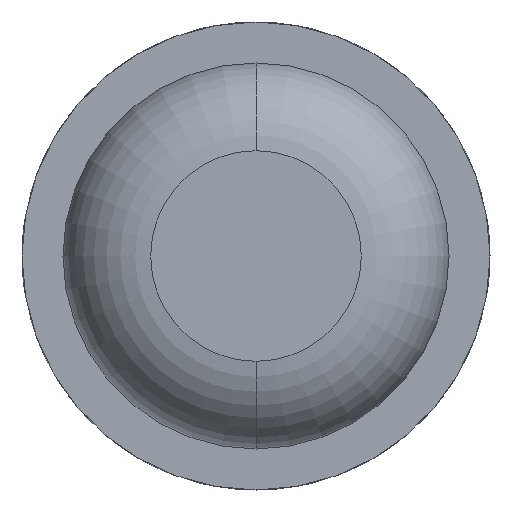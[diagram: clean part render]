
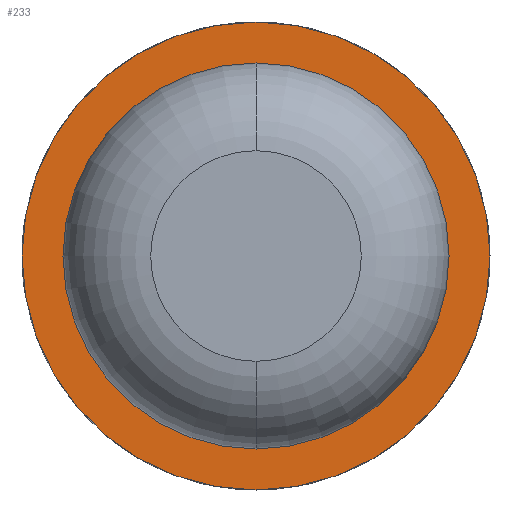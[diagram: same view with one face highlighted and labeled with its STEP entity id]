
A CAD part, front view. The second image highlights one B-rep face of the part: STEP entity #233.
In plain terms, the highlighted planar face has unit normal (0, -1, 0).
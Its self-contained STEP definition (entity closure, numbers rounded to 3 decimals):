
#233 = ADVANCED_FACE ( 'Defeature ausgef�hrt1_1', ( #1102, #719 ), #2746, .F. ) ;
#271 = CIRCLE ( 'NONE', #290, 1. ) ;
#290 = AXIS2_PLACEMENT_3D ( 'NONE', #3846, #2066, #309 ) ;
#309 = DIRECTION ( 'NONE',  ( -1., 0., 0. ) ) ;
#443 = ORIENTED_EDGE ( 'NONE', *, *, #4320, .T. ) ;
#670 = VERTEX_POINT ( 'NONE', #1351 ) ;
#697 = AXIS2_PLACEMENT_3D ( 'NONE', #3217, #3198, #1401 ) ;
#719 = FACE_BOUND ( 'NONE', #1869, .T. ) ;
#807 = DIRECTION ( 'NONE',  ( 0., 1., 0. ) ) ;
#810 = EDGE_CURVE ( 'Defeature ausgef�hrt1_2+Defeature ausgef�hrt1_1+Defeature ausgef�hrt1_1+Defeature ausgef�hrt1_1', #670, #2436, #4225, .T. ) ;
#935 = DIRECTION ( 'NONE',  ( 0., 1., 0. ) ) ;
#1054 = CIRCLE ( 'NONE', #2019, 0.825 ) ;
#1067 = CARTESIAN_POINT ( 'NONE',  ( -1., -2., 0. ) ) ;
#1071 = AXIS2_PLACEMENT_3D ( 'NONE', #2609, #807, #1463 ) ;
#1080 = CARTESIAN_POINT ( 'NONE',  ( 0., -2., 0.825 ) ) ;
#1102 = FACE_OUTER_BOUND ( 'NONE', #3465, .T. ) ;
#1289 = DIRECTION ( 'NONE',  ( 0., 1., 0. ) ) ;
#1351 = CARTESIAN_POINT ( 'NONE',  ( 1., -2., 0. ) ) ;
#1401 = DIRECTION ( 'NONE',  ( -1., 0., 0. ) ) ;
#1463 = DIRECTION ( 'NONE',  ( -1., 0., 0. ) ) ;
#1869 = EDGE_LOOP ( 'NONE', ( #443, #3321 ) ) ;
#2019 = AXIS2_PLACEMENT_3D ( 'NONE', #2728, #1289, #4611 ) ;
#2066 = DIRECTION ( 'NONE',  ( 0., 1., 0. ) ) ;
#2110 = CARTESIAN_POINT ( 'NONE',  ( 0., -2., -0.825 ) ) ;
#2393 = CARTESIAN_POINT ( 'NONE',  ( 0.825, -2., 0. ) ) ;
#2436 = VERTEX_POINT ( 'NONE', #1067 ) ;
#2609 = CARTESIAN_POINT ( 'NONE',  ( 0., -2., 0. ) ) ;
#2728 = CARTESIAN_POINT ( 'NONE',  ( 0., -2., 0. ) ) ;
#2746 = PLANE ( 'NONE',  #3885 ) ;
#2882 = EDGE_CURVE ( 'Defeature ausgef�hrt1_2+Defeature ausgef�hrt1_1+Defeature ausgef�hrt1_1+Defeature ausgef�hrt1_1', #2436, #670, #271, .T. ) ;
#3190 = VERTEX_POINT ( 'NONE', #2110 ) ;
#3198 = DIRECTION ( 'NONE',  ( 0., 1., 0. ) ) ;
#3217 = CARTESIAN_POINT ( 'NONE',  ( 0., -2., 0. ) ) ;
#3321 = ORIENTED_EDGE ( 'NONE', *, *, #3677, .T. ) ;
#3364 = CIRCLE ( 'NONE', #697, 0.825 ) ;
#3426 = DIRECTION ( 'NONE',  ( -1., 0., 0. ) ) ;
#3465 = EDGE_LOOP ( 'NONE', ( #4634, #4003 ) ) ;
#3677 = EDGE_CURVE ( 'Defeature ausgef�hrt1_1+Defeature ausgef�hrt1_4+Defeature ausgef�hrt1_4+Defeature ausgef�hrt1_4', #3190, #4596, #3364, .T. ) ;
#3846 = CARTESIAN_POINT ( 'NONE',  ( 0., -2., 0. ) ) ;
#3885 = AXIS2_PLACEMENT_3D ( 'NONE', #2393, #935, #3426 ) ;
#4003 = ORIENTED_EDGE ( 'NONE', *, *, #810, .F. ) ;
#4225 = CIRCLE ( 'NONE', #1071, 1. ) ;
#4320 = EDGE_CURVE ( 'Defeature ausgef�hrt1_1+Defeature ausgef�hrt1_4+Defeature ausgef�hrt1_4+Defeature ausgef�hrt1_4', #4596, #3190, #1054, .T. ) ;
#4596 = VERTEX_POINT ( 'NONE', #1080 ) ;
#4611 = DIRECTION ( 'NONE',  ( -1., 0., 0. ) ) ;
#4634 = ORIENTED_EDGE ( 'NONE', *, *, #2882, .F. ) ;
